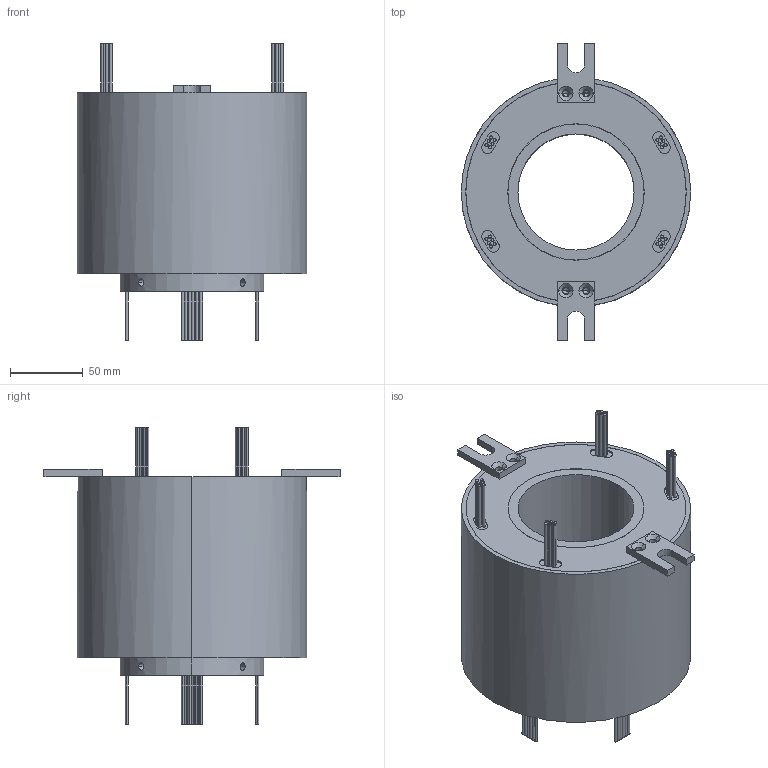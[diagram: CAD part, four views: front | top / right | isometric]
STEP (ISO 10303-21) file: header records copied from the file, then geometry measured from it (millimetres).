
FILE_DESCRIPTION (( 'STEP AP203' ), '1' );
FILE_NAME ('MT80158-P2410.STEP', '2020-07-10T01:08:40', ( '微软用户' ), ( '微软中国' ), 'SwSTEP 2.0', 'SolidWorks 2014', '' );
FILE_SCHEMA (( 'CONFIG_CONTROL_DESIGN' ));
Length unit declared in the file: millimetre
Products named in the file (1): MT80158-P2410
Bounding box: 158 x 204 x 204.8 mm (x, y, z)
Volume: 1862556.6 mm3; surface area: 152918.4 mm2
Topology: 1 solids, 1 shells, 284 faces, 632 edges, 408 vertices
Faces by surface type: cylinder 162, plane 106, cone 16
Entity records: 8493 total; most frequent: CARTESIAN_POINT 1813, DIRECTION 1506, ORIENTED_EDGE 1248, EDGE_CURVE 624, AXIS2_PLACEMENT_3D 613, VERTEX_POINT 408, EDGE_LOOP 364, CIRCLE 328
